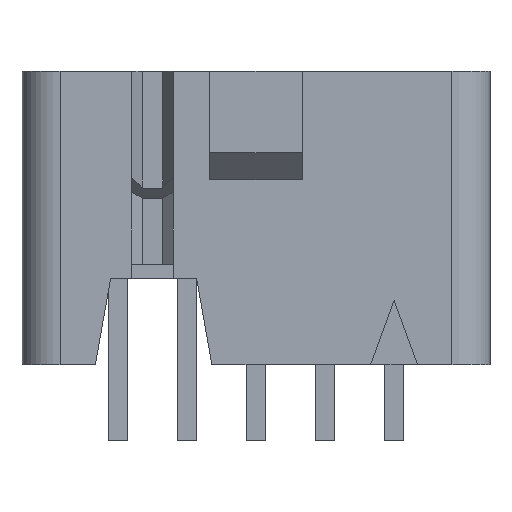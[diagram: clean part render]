
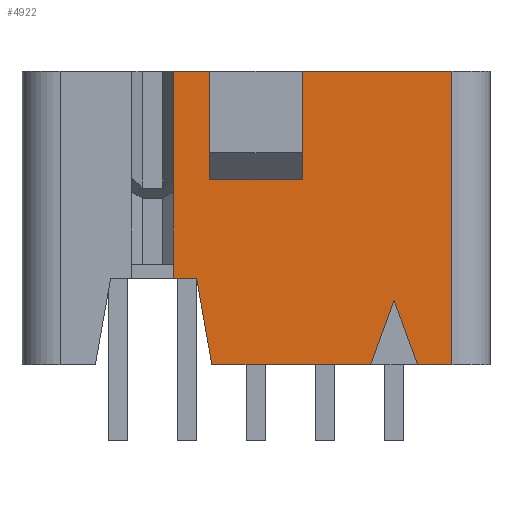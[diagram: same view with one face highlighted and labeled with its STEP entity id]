
A CAD part, front view. The second image highlights one B-rep face of the part: STEP entity #4922.
In plain terms, the highlighted planar face has unit normal (0, -1, 0).
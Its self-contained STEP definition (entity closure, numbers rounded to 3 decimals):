
#4001=CARTESIAN_POINT('',(-3.05,-3.025,10.8));
#4002=VERTEX_POINT('',#4001);
#4009=CARTESIAN_POINT('',(-1.7,-3.025,10.8));
#4010=VERTEX_POINT('',#4009);
#4011=CARTESIAN_POINT('',(-1.7,-3.025,10.8));
#4012=DIRECTION('',(-1.0,0.0,0.0));
#4013=VECTOR('',#4012,1.35);
#4014=LINE('',#4011,#4013);
#4015=EDGE_CURVE('',#4010,#4002,#4014,.T.);
#4033=CARTESIAN_POINT('',(1.7,-3.025,10.8));
#4034=VERTEX_POINT('',#4033);
#4041=CARTESIAN_POINT('',(7.21,-3.025,10.8));
#4042=VERTEX_POINT('',#4041);
#4043=CARTESIAN_POINT('',(7.21,-3.025,10.8));
#4044=DIRECTION('',(-1.0,0.0,0.0));
#4045=VECTOR('',#4044,5.51);
#4046=LINE('',#4043,#4045);
#4047=EDGE_CURVE('',#4042,#4034,#4046,.T.);
#4533=CARTESIAN_POINT('',(-2.186,-3.025,3.18));
#4534=VERTEX_POINT('',#4533);
#4541=CARTESIAN_POINT('',(-3.05,-3.025,3.18));
#4542=VERTEX_POINT('',#4541);
#4543=CARTESIAN_POINT('',(-3.05,-3.025,3.18));
#4544=DIRECTION('',(1.0,0.0,0.0));
#4545=VECTOR('',#4544,0.864);
#4546=LINE('',#4543,#4545);
#4547=EDGE_CURVE('',#4542,#4534,#4546,.T.);
#4669=CARTESIAN_POINT('',(5.08,-3.025,2.37));
#4670=VERTEX_POINT('',#4669);
#4671=CARTESIAN_POINT('',(5.943,-3.025,0.));
#4672=VERTEX_POINT('',#4671);
#4673=CARTESIAN_POINT('',(5.08,-3.025,2.37));
#4674=DIRECTION('',(0.342,0.0,-0.94));
#4675=VECTOR('',#4674,2.522);
#4676=LINE('',#4673,#4675);
#4677=EDGE_CURVE('',#4670,#4672,#4676,.T.);
#4700=CARTESIAN_POINT('',(4.217,-3.025,0.));
#4701=VERTEX_POINT('',#4700);
#4702=CARTESIAN_POINT('',(4.217,-3.025,0.));
#4703=DIRECTION('',(0.342,0.0,0.94));
#4704=VECTOR('',#4703,2.522);
#4705=LINE('',#4702,#4704);
#4706=EDGE_CURVE('',#4701,#4670,#4705,.T.);
#4726=CARTESIAN_POINT('',(-1.625,-3.025,0.));
#4727=VERTEX_POINT('',#4726);
#4728=CARTESIAN_POINT('',(-1.625,-3.025,0.0));
#4729=DIRECTION('',(1.0,0.0,0.0));
#4730=VECTOR('',#4729,5.842);
#4731=LINE('',#4728,#4730);
#4732=EDGE_CURVE('',#4727,#4701,#4731,.T.);
#4783=CARTESIAN_POINT('',(7.21,-3.025,0.0));
#4784=VERTEX_POINT('',#4783);
#4792=CARTESIAN_POINT('',(5.943,-3.025,0.0));
#4793=DIRECTION('',(1.0,0.0,0.0));
#4794=VECTOR('',#4793,1.267);
#4795=LINE('',#4792,#4794);
#4796=EDGE_CURVE('',#4672,#4784,#4795,.T.);
#4854=CARTESIAN_POINT('',(7.21,-3.025,10.8));
#4855=DIRECTION('',(0.0,0.0,-1.0));
#4856=VECTOR('',#4855,10.8);
#4857=LINE('',#4854,#4856);
#4858=EDGE_CURVE('',#4042,#4784,#4857,.T.);
#4865=CARTESIAN_POINT('',(-3.563,-3.025,11.34));
#4866=DIRECTION('',(0.0,-1.0,0.0));
#4867=DIRECTION('',(0.0,0.0,-1.0));
#4868=AXIS2_PLACEMENT_3D('',#4865,#4866,#4867);
#4869=PLANE('',#4868);
#4870=CARTESIAN_POINT('',(1.7,-3.025,6.8));
#4871=VERTEX_POINT('',#4870);
#4872=CARTESIAN_POINT('',(1.7,-3.025,6.8));
#4873=DIRECTION('',(0.0,0.0,1.0));
#4874=VECTOR('',#4873,4.);
#4875=LINE('',#4872,#4874);
#4876=EDGE_CURVE('',#4871,#4034,#4875,.T.);
#4877=ORIENTED_EDGE('',*,*,#4876,.F.);
#4878=CARTESIAN_POINT('',(-1.7,-3.025,6.8));
#4879=VERTEX_POINT('',#4878);
#4880=CARTESIAN_POINT('',(1.7,-3.025,6.8));
#4881=DIRECTION('',(-1.0,0.0,0.0));
#4882=VECTOR('',#4881,3.4);
#4883=LINE('',#4880,#4882);
#4884=EDGE_CURVE('',#4871,#4879,#4883,.T.);
#4885=ORIENTED_EDGE('',*,*,#4884,.T.);
#4886=CARTESIAN_POINT('',(-1.7,-3.025,6.8));
#4887=DIRECTION('',(0.0,0.0,1.0));
#4888=VECTOR('',#4887,4.);
#4889=LINE('',#4886,#4888);
#4890=EDGE_CURVE('',#4879,#4010,#4889,.T.);
#4891=ORIENTED_EDGE('',*,*,#4890,.T.);
#4892=ORIENTED_EDGE('',*,*,#4015,.T.);
#4893=CARTESIAN_POINT('',(-3.05,-3.025,6.881));
#4894=VERTEX_POINT('',#4893);
#4895=CARTESIAN_POINT('',(-3.05,-3.025,10.8));
#4896=DIRECTION('',(0.0,0.0,-1.0));
#4897=VECTOR('',#4896,3.919);
#4898=LINE('',#4895,#4897);
#4899=EDGE_CURVE('',#4002,#4894,#4898,.T.);
#4900=ORIENTED_EDGE('',*,*,#4899,.T.);
#4901=CARTESIAN_POINT('',(-3.05,-3.025,6.881));
#4902=DIRECTION('',(0.0,0.0,-1.0));
#4903=VECTOR('',#4902,3.701);
#4904=LINE('',#4901,#4903);
#4905=EDGE_CURVE('',#4894,#4542,#4904,.T.);
#4906=ORIENTED_EDGE('',*,*,#4905,.T.);
#4907=ORIENTED_EDGE('',*,*,#4547,.T.);
#4908=CARTESIAN_POINT('',(-2.186,-3.025,3.18));
#4909=DIRECTION('',(0.174,0.0,-0.985));
#4910=VECTOR('',#4909,3.229);
#4911=LINE('',#4908,#4910);
#4912=EDGE_CURVE('',#4534,#4727,#4911,.T.);
#4913=ORIENTED_EDGE('',*,*,#4912,.T.);
#4914=ORIENTED_EDGE('',*,*,#4732,.T.);
#4915=ORIENTED_EDGE('',*,*,#4706,.T.);
#4916=ORIENTED_EDGE('',*,*,#4677,.T.);
#4917=ORIENTED_EDGE('',*,*,#4796,.T.);
#4918=ORIENTED_EDGE('',*,*,#4858,.F.);
#4919=ORIENTED_EDGE('',*,*,#4047,.T.);
#4920=EDGE_LOOP('',(#4877,#4885,#4891,#4892,#4900,#4906,#4907,#4913,#4914,#4915,#4916,#4917,#4918,#4919));
#4921=FACE_OUTER_BOUND('',#4920,.T.);
#4922=ADVANCED_FACE('',(#4921),#4869,.T.);
